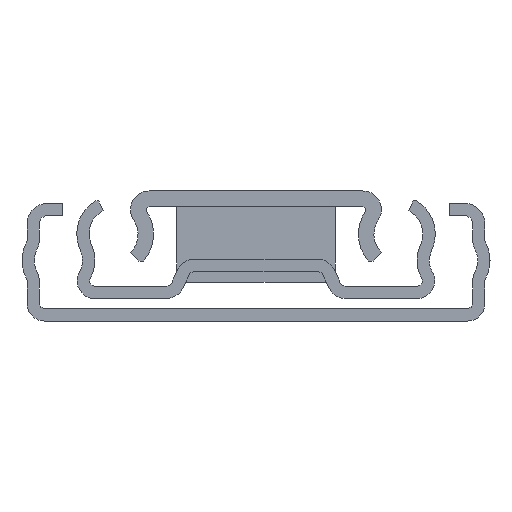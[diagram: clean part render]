
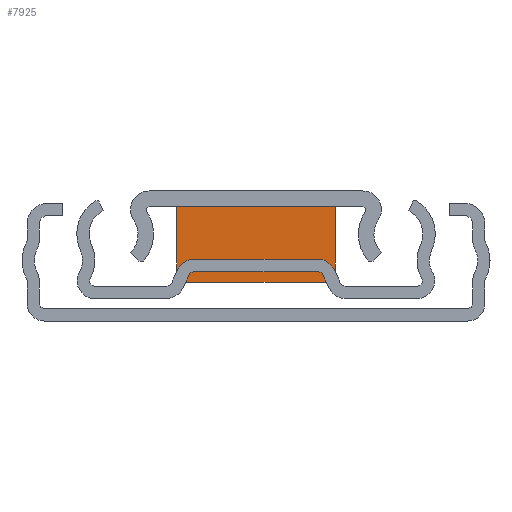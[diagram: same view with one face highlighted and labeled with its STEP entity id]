
A CAD part, left-side view. The second image highlights one B-rep face of the part: STEP entity #7925.
In plain terms, the highlighted planar face has unit normal (-1, 0, 0).
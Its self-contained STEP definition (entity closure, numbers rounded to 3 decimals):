
#87 = CARTESIAN_POINT ( 'NONE',  ( -1.5, -7.75, -1.507 ) ) ;
#801 = EDGE_LOOP ( 'NONE', ( #9753, #4756, #5799, #6842 ) ) ;
#1817 = CARTESIAN_POINT ( 'NONE',  ( -1.5, -7.75, -8.907 ) ) ;
#1853 = DIRECTION ( 'NONE',  ( 0., 1., 0. ) ) ;
#1880 = VECTOR ( 'NONE', #3413, 1000. ) ;
#2178 = VECTOR ( 'NONE', #2745, 1000. ) ;
#2223 = VERTEX_POINT ( 'NONE', #4773 ) ;
#2337 = VERTEX_POINT ( 'NONE', #4396 ) ;
#2731 = CARTESIAN_POINT ( 'NONE',  ( -1.5, -7.75, -8.907 ) ) ;
#2745 = DIRECTION ( 'NONE',  ( 0., 0., 1. ) ) ;
#2885 = PLANE ( 'NONE',  #4811 ) ;
#3222 = VECTOR ( 'NONE', #5593, 1000. ) ;
#3413 = DIRECTION ( 'NONE',  ( 0., 1., 0. ) ) ;
#4328 = EDGE_CURVE ( 'NONE', #7543, #2223, #6332, .T. ) ;
#4334 = CARTESIAN_POINT ( 'NONE',  ( -1.5, -7.75, -1.507 ) ) ;
#4396 = CARTESIAN_POINT ( 'NONE',  ( -1.5, 7.75, -8.907 ) ) ;
#4756 = ORIENTED_EDGE ( 'NONE', *, *, #7434, .F. ) ;
#4773 = CARTESIAN_POINT ( 'NONE',  ( -1.5, 7.75, -1.507 ) ) ;
#4811 = AXIS2_PLACEMENT_3D ( 'NONE', #2731, #6028, #1853 ) ;
#5593 = DIRECTION ( 'NONE',  ( 0., 1., 0. ) ) ;
#5618 = LINE ( 'NONE', #7233, #1880 ) ;
#5799 = ORIENTED_EDGE ( 'NONE', *, *, #9306, .F. ) ;
#5935 = CARTESIAN_POINT ( 'NONE',  ( -1.5, 7.75, -8.907 ) ) ;
#6028 = DIRECTION ( 'NONE',  ( 1., 0., 0. ) ) ;
#6135 = VERTEX_POINT ( 'NONE', #1817 ) ;
#6328 = DIRECTION ( 'NONE',  ( 0., 0., 1. ) ) ;
#6332 = LINE ( 'NONE', #87, #3222 ) ;
#6842 = ORIENTED_EDGE ( 'NONE', *, *, #8488, .T. ) ;
#7136 = VECTOR ( 'NONE', #6328, 1000. ) ;
#7233 = CARTESIAN_POINT ( 'NONE',  ( -1.5, -7.75, -8.907 ) ) ;
#7376 = FACE_OUTER_BOUND ( 'NONE', #801, .T. ) ;
#7434 = EDGE_CURVE ( 'NONE', #2337, #2223, #9916, .T. ) ;
#7543 = VERTEX_POINT ( 'NONE', #4334 ) ;
#7925 = ADVANCED_FACE ( 'NONE', ( #7376 ), #2885, .F. ) ;
#8488 = EDGE_CURVE ( 'NONE', #6135, #7543, #10201, .T. ) ;
#8706 = CARTESIAN_POINT ( 'NONE',  ( -1.5, -7.75, -8.907 ) ) ;
#9306 = EDGE_CURVE ( 'NONE', #6135, #2337, #5618, .T. ) ;
#9753 = ORIENTED_EDGE ( 'NONE', *, *, #4328, .T. ) ;
#9916 = LINE ( 'NONE', #5935, #2178 ) ;
#10201 = LINE ( 'NONE', #8706, #7136 ) ;
